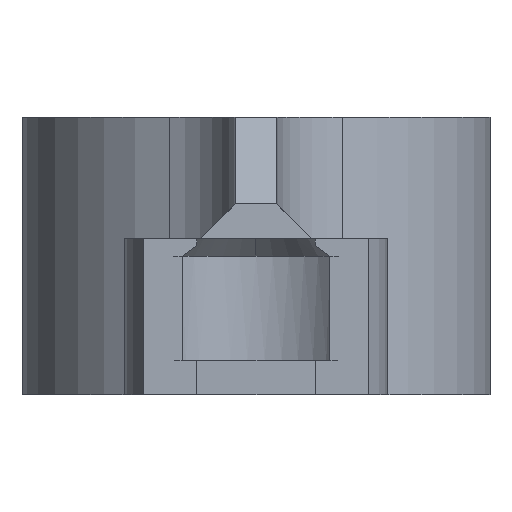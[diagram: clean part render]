
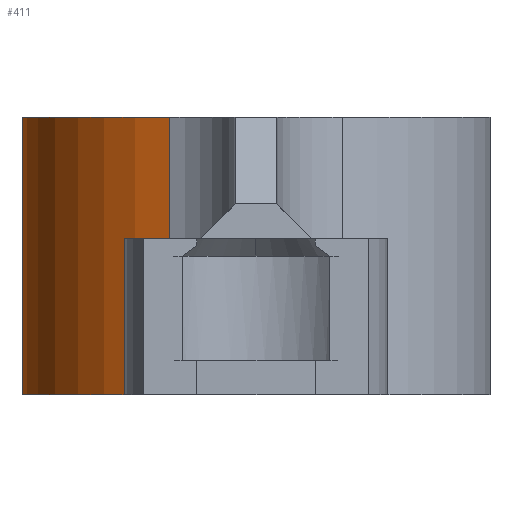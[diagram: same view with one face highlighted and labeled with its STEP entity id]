
A CAD part, left-side view. The second image highlights one B-rep face of the part: STEP entity #411.
In plain terms, the highlighted cylindrical face has radius 6.75 mm (diameter 13.5 mm), a partial arc.
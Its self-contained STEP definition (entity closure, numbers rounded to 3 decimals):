
#100 = EDGE_CURVE ( 'NONE', #998, #1205, #539, .T. ) ;
#137 = ORIENTED_EDGE ( 'NONE', *, *, #1228, .T. ) ;
#170 = CARTESIAN_POINT ( 'NONE',  ( 66.723, 0.6, 0. ) ) ;
#183 = ORIENTED_EDGE ( 'NONE', *, *, #826, .T. ) ;
#300 = CARTESIAN_POINT ( 'NONE',  ( 70.503, 6.192, 8. ) ) ;
#309 = DIRECTION ( 'NONE',  ( 0., 0., -1. ) ) ;
#335 = DIRECTION ( 'NONE',  ( 0., 0., -1. ) ) ;
#396 = VERTEX_POINT ( 'NONE', #571 ) ;
#411 = ADVANCED_FACE ( 'NONE', ( #592 ), #1040, .T. ) ;
#416 = LINE ( 'NONE', #694, #1077 ) ;
#441 = DIRECTION ( 'NONE',  ( 0., 0., 1. ) ) ;
#451 = DIRECTION ( 'NONE',  ( 1., 0., 0. ) ) ;
#539 = LINE ( 'NONE', #545, #702 ) ;
#542 = DIRECTION ( 'NONE',  ( 0., 0., -1. ) ) ;
#545 = CARTESIAN_POINT ( 'NONE',  ( 60.45, 3.092, 8. ) ) ;
#571 = CARTESIAN_POINT ( 'NONE',  ( 70.503, 6.192, 0. ) ) ;
#575 = EDGE_CURVE ( 'NONE', #1001, #998, #1134, .T. ) ;
#592 = FACE_OUTER_BOUND ( 'NONE', #1248, .T. ) ;
#668 = CIRCLE ( 'NONE', #925, 6.75 ) ;
#694 = CARTESIAN_POINT ( 'NONE',  ( 70.503, 6.192, 8. ) ) ;
#702 = VECTOR ( 'NONE', #542, 1000. ) ;
#791 = CARTESIAN_POINT ( 'NONE',  ( 60.45, 3.092, 0. ) ) ;
#826 = EDGE_CURVE ( 'NONE', #396, #1205, #668, .T. ) ;
#870 = CARTESIAN_POINT ( 'NONE',  ( 60.45, 3.092, 8. ) ) ;
#899 = ORIENTED_EDGE ( 'NONE', *, *, #100, .F. ) ;
#915 = CARTESIAN_POINT ( 'NONE',  ( 66.723, 0.6, 8. ) ) ;
#924 = DIRECTION ( 'NONE',  ( 0., 0., 1. ) ) ;
#925 = AXIS2_PLACEMENT_3D ( 'NONE', #170, #924, #451 ) ;
#953 = ORIENTED_EDGE ( 'NONE', *, *, #575, .F. ) ;
#998 = VERTEX_POINT ( 'NONE', #870 ) ;
#1001 = VERTEX_POINT ( 'NONE', #300 ) ;
#1039 = AXIS2_PLACEMENT_3D ( 'NONE', #1195, #335, #1102 ) ;
#1040 = CYLINDRICAL_SURFACE ( 'NONE', #1039, 6.75 ) ;
#1077 = VECTOR ( 'NONE', #309, 1000. ) ;
#1102 = DIRECTION ( 'NONE',  ( -1., 0., 0. ) ) ;
#1110 = DIRECTION ( 'NONE',  ( 1., 0., 0. ) ) ;
#1124 = AXIS2_PLACEMENT_3D ( 'NONE', #915, #441, #1110 ) ;
#1134 = CIRCLE ( 'NONE', #1124, 6.75 ) ;
#1195 = CARTESIAN_POINT ( 'NONE',  ( 66.723, 0.6, 8. ) ) ;
#1205 = VERTEX_POINT ( 'NONE', #791 ) ;
#1228 = EDGE_CURVE ( 'NONE', #1001, #396, #416, .T. ) ;
#1248 = EDGE_LOOP ( 'NONE', ( #183, #899, #953, #137 ) ) ;
